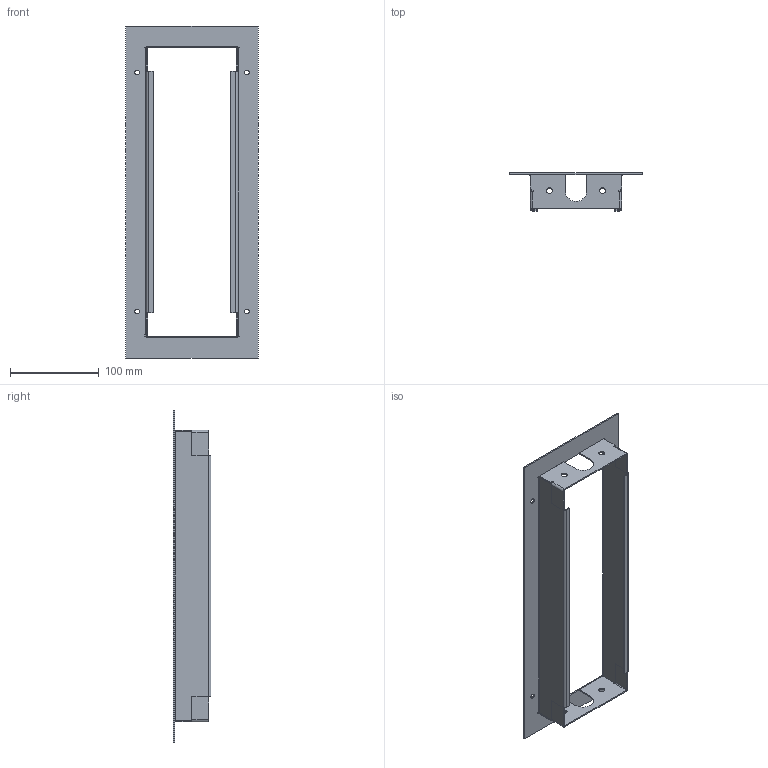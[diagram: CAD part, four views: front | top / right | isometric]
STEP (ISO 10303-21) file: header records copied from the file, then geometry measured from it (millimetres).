
FILE_DESCRIPTION (( 'STEP AP203' ), '1' );
FILE_NAME ('HNFX03.step', '2021-06-09T14:32:30', ( '' ), ( '' ), 'SwSTEP 2.0', 'SolidWorks 2021', '' );
FILE_SCHEMA (( 'CONFIG_CONTROL_DESIGN' ));
Length unit declared in the file: millimetre
Products named in the file (1): HNFX03
Bounding box: 150 x 42.5 x 375 mm (x, y, z)
Volume: 88174.1 mm3; surface area: 122321.6 mm2
Topology: 3 solids, 3 shells, 140 faces, 352 edges, 218 vertices
Faces by surface type: plane 102, cylinder 38
Entity records: 4221 total; most frequent: CARTESIAN_POINT 711, DIRECTION 710, ORIENTED_EDGE 704, EDGE_CURVE 352, VECTOR 276, LINE 276, VERTEX_POINT 218, AXIS2_PLACEMENT_3D 217
